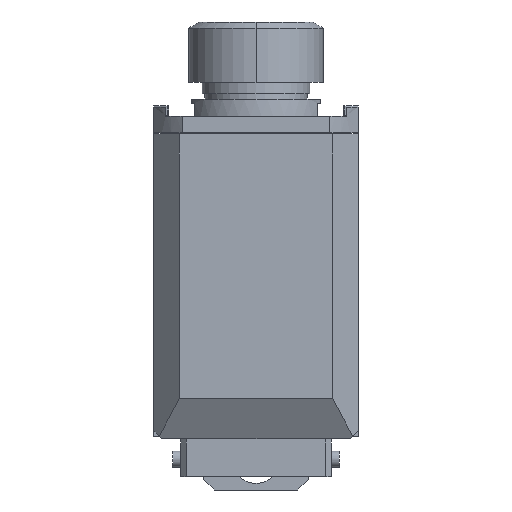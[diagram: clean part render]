
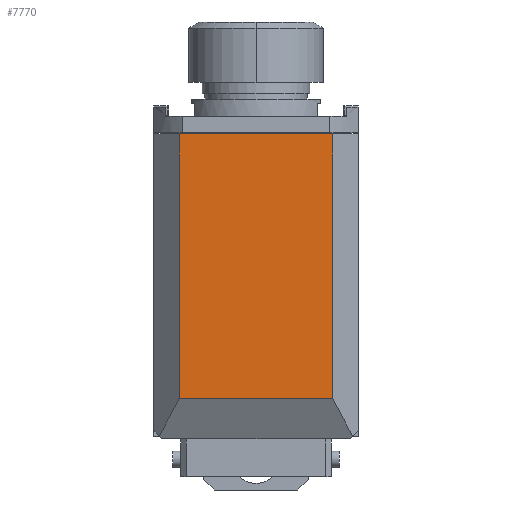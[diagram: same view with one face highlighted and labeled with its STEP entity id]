
A CAD part, left-side view. The second image highlights one B-rep face of the part: STEP entity #7770.
In plain terms, the highlighted planar face has unit normal (-1, 0, 0).
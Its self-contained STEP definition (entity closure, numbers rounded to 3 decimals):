
#2962=DIRECTION('',(0.,1.,0.));
#2963=VECTOR('',#2962,57.);
#2964=CARTESIAN_POINT('',(-135.,-28.5,-40.5));
#2965=LINE('',#2964,#2963);
#2966=DIRECTION('',(0.,0.,1.));
#2967=VECTOR('',#2966,98.5);
#2968=CARTESIAN_POINT('',(-135.,28.5,-40.5));
#2969=LINE('',#2968,#2967);
#2970=DIRECTION('',(0.,-1.,0.));
#2971=VECTOR('',#2970,57.);
#2972=CARTESIAN_POINT('',(-135.,28.5,58.));
#2973=LINE('',#2972,#2971);
#2974=DIRECTION('',(0.,0.,1.));
#2975=VECTOR('',#2974,98.5);
#2976=CARTESIAN_POINT('',(-135.,-28.5,-40.5));
#2977=LINE('',#2976,#2975);
#4729=CARTESIAN_POINT('',(-135.,28.5,58.));
#4731=VERTEX_POINT('',#4729);
#4733=CARTESIAN_POINT('',(-135.,-28.5,58.));
#4735=VERTEX_POINT('',#4733);
#4752=CARTESIAN_POINT('',(-135.,-28.5,-40.5));
#4753=CARTESIAN_POINT('',(-135.,28.5,-40.5));
#4754=VERTEX_POINT('',#4752);
#4755=VERTEX_POINT('',#4753);
#7758=CARTESIAN_POINT('',(-135.,0.,0.));
#7759=DIRECTION('',(1.,0.,0.));
#7760=DIRECTION('',(0.,1.,0.));
#7761=AXIS2_PLACEMENT_3D('',#7758,#7759,#7760);
#7762=PLANE('',#7761);
#7763=ORIENTED_EDGE('',*,*,#7738,.T.);
#7764=ORIENTED_EDGE('',*,*,#7721,.T.);
#7766=ORIENTED_EDGE('',*,*,#7765,.T.);
#7767=ORIENTED_EDGE('',*,*,#7749,.F.);
#7768=EDGE_LOOP('',(#7763,#7764,#7766,#7767));
#7769=FACE_OUTER_BOUND('',#7768,.F.);
#7770=ADVANCED_FACE('',(#7769),#7762,.F.);
#7721=EDGE_CURVE('',#4755,#4731,#2969,.T.);
#7738=EDGE_CURVE('',#4754,#4755,#2965,.T.);
#7749=EDGE_CURVE('',#4754,#4735,#2977,.T.);
#7765=EDGE_CURVE('',#4731,#4735,#2973,.T.);
